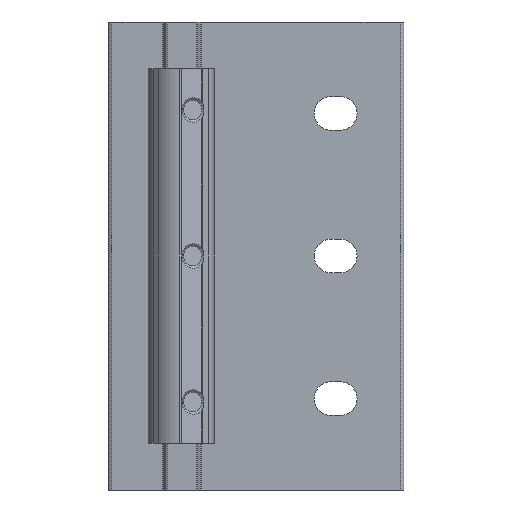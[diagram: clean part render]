
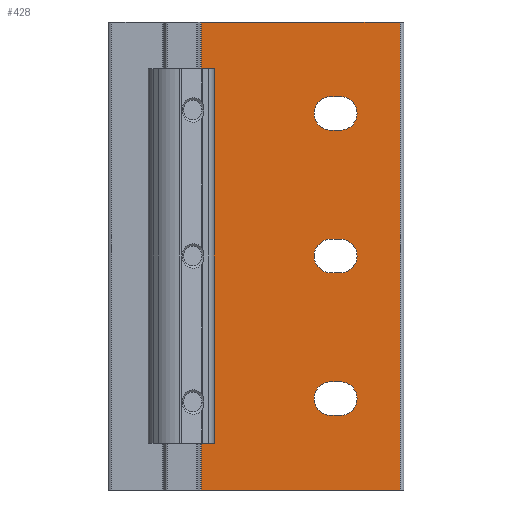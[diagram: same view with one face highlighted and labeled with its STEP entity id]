
A CAD part, front view. The second image highlights one B-rep face of the part: STEP entity #428.
In plain terms, the highlighted planar face has unit normal (0, -1, 0).
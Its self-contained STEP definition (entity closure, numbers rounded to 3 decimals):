
#25 = AXIS2_PLACEMENT_3D ( 'NONE', #295, #4717, #2746 ) ;
#36 = VERTEX_POINT ( 'NONE', #2097 ) ;
#69 = ORIENTED_EDGE ( 'NONE', *, *, #2191, .F. ) ;
#114 = EDGE_LOOP ( 'NONE', ( #404, #5039, #69, #4285 ) ) ;
#119 = AXIS2_PLACEMENT_3D ( 'NONE', #4996, #644, #2093 ) ;
#128 = CIRCLE ( 'NONE', #25, 4.5 ) ;
#156 = CARTESIAN_POINT ( 'NONE',  ( 24.9, 0., 0. ) ) ;
#157 = FACE_BOUND ( 'NONE', #4536, .T. ) ;
#251 = ORIENTED_EDGE ( 'NONE', *, *, #1880, .F. ) ;
#253 = VECTOR ( 'NONE', #1162, 1000. ) ;
#271 = VERTEX_POINT ( 'NONE', #4895 ) ;
#295 = CARTESIAN_POINT ( 'NONE',  ( 62., 0., -100.6 ) ) ;
#316 = VECTOR ( 'NONE', #603, 1000. ) ;
#356 = VECTOR ( 'NONE', #2908, 1000. ) ;
#404 = ORIENTED_EDGE ( 'NONE', *, *, #6201, .F. ) ;
#428 = ADVANCED_FACE ( 'NONE', ( #157, #1616, #5080, #3495 ), #2088, .T. ) ;
#507 = VECTOR ( 'NONE', #2406, 1000. ) ;
#515 = LINE ( 'NONE', #2934, #356 ) ;
#521 = VERTEX_POINT ( 'NONE', #5114 ) ;
#603 = DIRECTION ( 'NONE',  ( 0., 0., 1. ) ) ;
#610 = ORIENTED_EDGE ( 'NONE', *, *, #4687, .F. ) ;
#622 = CIRCLE ( 'NONE', #1842, 4.5 ) ;
#644 = DIRECTION ( 'NONE',  ( 0., -1., 0. ) ) ;
#675 = VERTEX_POINT ( 'NONE', #1591 ) ;
#680 = VERTEX_POINT ( 'NONE', #5870 ) ;
#787 = DIRECTION ( 'NONE',  ( -1., 0., 0. ) ) ;
#801 = CARTESIAN_POINT ( 'NONE',  ( 78., 0., 0. ) ) ;
#840 = LINE ( 'NONE', #2290, #4896 ) ;
#846 = CARTESIAN_POINT ( 'NONE',  ( 59.5, 0., -96.1 ) ) ;
#856 = EDGE_CURVE ( 'NONE', #675, #271, #2696, .T. ) ;
#902 = ORIENTED_EDGE ( 'NONE', *, *, #4917, .F. ) ;
#915 = ORIENTED_EDGE ( 'NONE', *, *, #856, .F. ) ;
#919 = EDGE_CURVE ( 'NONE', #4181, #5685, #4561, .T. ) ;
#966 = ORIENTED_EDGE ( 'NONE', *, *, #5683, .F. ) ;
#975 = EDGE_CURVE ( 'NONE', #2635, #1990, #2857, .T. ) ;
#986 = DIRECTION ( 'NONE',  ( 1., 0., 0. ) ) ;
#1025 = AXIS2_PLACEMENT_3D ( 'NONE', #1189, #2078, #2561 ) ;
#1162 = DIRECTION ( 'NONE',  ( 1., 0., 0. ) ) ;
#1189 = CARTESIAN_POINT ( 'NONE',  ( 59.5, 0., -62.5 ) ) ;
#1276 = CIRCLE ( 'NONE', #3004, 4.5 ) ;
#1298 = CARTESIAN_POINT ( 'NONE',  ( 24.9, 0., -19.9 ) ) ;
#1318 = CARTESIAN_POINT ( 'NONE',  ( 62., 0., -58. ) ) ;
#1330 = VERTEX_POINT ( 'NONE', #6207 ) ;
#1591 = CARTESIAN_POINT ( 'NONE',  ( 62., 0., -19.9 ) ) ;
#1616 = FACE_BOUND ( 'NONE', #2108, .T. ) ;
#1754 = CARTESIAN_POINT ( 'NONE',  ( 78., 0., -125. ) ) ;
#1842 = AXIS2_PLACEMENT_3D ( 'NONE', #4036, #3031, #4542 ) ;
#1880 = EDGE_CURVE ( 'NONE', #680, #3568, #5187, .T. ) ;
#1942 = VERTEX_POINT ( 'NONE', #1318 ) ;
#1980 = CARTESIAN_POINT ( 'NONE',  ( 24.9, 0., -28.9 ) ) ;
#1990 = VERTEX_POINT ( 'NONE', #4716 ) ;
#2016 = ORIENTED_EDGE ( 'NONE', *, *, #2642, .F. ) ;
#2019 = LINE ( 'NONE', #3957, #3670 ) ;
#2066 = CARTESIAN_POINT ( 'NONE',  ( 24.9, 0., -125. ) ) ;
#2078 = DIRECTION ( 'NONE',  ( 0., -1., 0. ) ) ;
#2088 = PLANE ( 'NONE',  #4549 ) ;
#2093 = DIRECTION ( 'NONE',  ( 1., 0., 0. ) ) ;
#2097 = CARTESIAN_POINT ( 'NONE',  ( 62., 0., -67. ) ) ;
#2108 = EDGE_LOOP ( 'NONE', ( #610, #902, #915, #2016 ) ) ;
#2191 = EDGE_CURVE ( 'NONE', #4588, #4750, #622, .T. ) ;
#2290 = CARTESIAN_POINT ( 'NONE',  ( 24.9, 0., -58. ) ) ;
#2308 = DIRECTION ( 'NONE',  ( 1., 0., 0. ) ) ;
#2310 = DIRECTION ( 'NONE',  ( 0., -1., 0. ) ) ;
#2406 = DIRECTION ( 'NONE',  ( 1., 0., 0. ) ) ;
#2487 = CARTESIAN_POINT ( 'NONE',  ( 59.5, 0., -105.1 ) ) ;
#2529 = DIRECTION ( 'NONE',  ( 1., 0., 0. ) ) ;
#2561 = DIRECTION ( 'NONE',  ( 1., 0., 0. ) ) ;
#2635 = VERTEX_POINT ( 'NONE', #2066 ) ;
#2642 = EDGE_CURVE ( 'NONE', #2764, #675, #3570, .T. ) ;
#2696 = LINE ( 'NONE', #1298, #3250 ) ;
#2708 = EDGE_CURVE ( 'NONE', #36, #1942, #3065, .T. ) ;
#2746 = DIRECTION ( 'NONE',  ( 1., 0., 0. ) ) ;
#2764 = VERTEX_POINT ( 'NONE', #3929 ) ;
#2832 = EDGE_CURVE ( 'NONE', #2635, #4181, #3617, .T. ) ;
#2857 = LINE ( 'NONE', #3857, #507 ) ;
#2894 = CARTESIAN_POINT ( 'NONE',  ( 59.5, 0., -24.4 ) ) ;
#2901 = DIRECTION ( 'NONE',  ( 0., -1., 0. ) ) ;
#2908 = DIRECTION ( 'NONE',  ( -1., 0., 0. ) ) ;
#2934 = CARTESIAN_POINT ( 'NONE',  ( 24.9, 0., -96.1 ) ) ;
#2959 = ORIENTED_EDGE ( 'NONE', *, *, #2708, .F. ) ;
#3004 = AXIS2_PLACEMENT_3D ( 'NONE', #2894, #2310, #4249 ) ;
#3031 = DIRECTION ( 'NONE',  ( 0., -1., 0. ) ) ;
#3065 = CIRCLE ( 'NONE', #4788, 4.5 ) ;
#3187 = CARTESIAN_POINT ( 'NONE',  ( 59.5, 0., -67. ) ) ;
#3250 = VECTOR ( 'NONE', #787, 1000. ) ;
#3251 = ORIENTED_EDGE ( 'NONE', *, *, #975, .T. ) ;
#3263 = ORIENTED_EDGE ( 'NONE', *, *, #3543, .T. ) ;
#3308 = EDGE_CURVE ( 'NONE', #3568, #36, #2019, .T. ) ;
#3361 = CARTESIAN_POINT ( 'NONE',  ( 62., 0., -105.1 ) ) ;
#3438 = LINE ( 'NONE', #1980, #5333 ) ;
#3495 = FACE_BOUND ( 'NONE', #114, .T. ) ;
#3543 = EDGE_CURVE ( 'NONE', #1990, #5685, #6094, .T. ) ;
#3568 = VERTEX_POINT ( 'NONE', #3187 ) ;
#3570 = CIRCLE ( 'NONE', #119, 4.5 ) ;
#3617 = LINE ( 'NONE', #4957, #316 ) ;
#3670 = VECTOR ( 'NONE', #2529, 1000. ) ;
#3681 = DIRECTION ( 'NONE',  ( 0., 0., 1. ) ) ;
#3857 = CARTESIAN_POINT ( 'NONE',  ( 24.9, 0., -125. ) ) ;
#3929 = CARTESIAN_POINT ( 'NONE',  ( 62., 0., -28.9 ) ) ;
#3957 = CARTESIAN_POINT ( 'NONE',  ( 24.9, 0., -67. ) ) ;
#4024 = CARTESIAN_POINT ( 'NONE',  ( 24.9, 0., -125. ) ) ;
#4036 = CARTESIAN_POINT ( 'NONE',  ( 59.5, 0., -100.6 ) ) ;
#4181 = VERTEX_POINT ( 'NONE', #156 ) ;
#4249 = DIRECTION ( 'NONE',  ( 1., 0., 0. ) ) ;
#4262 = VERTEX_POINT ( 'NONE', #3361 ) ;
#4285 = ORIENTED_EDGE ( 'NONE', *, *, #4720, .F. ) ;
#4319 = CARTESIAN_POINT ( 'NONE',  ( 62., 0., -62.5 ) ) ;
#4351 = DIRECTION ( 'NONE',  ( 1., 0., 0. ) ) ;
#4449 = EDGE_CURVE ( 'NONE', #4750, #4262, #4523, .T. ) ;
#4523 = LINE ( 'NONE', #5456, #253 ) ;
#4536 = EDGE_LOOP ( 'NONE', ( #2959, #5349, #251, #966 ) ) ;
#4542 = DIRECTION ( 'NONE',  ( 1., 0., 0. ) ) ;
#4549 = AXIS2_PLACEMENT_3D ( 'NONE', #4024, #5438, #5052 ) ;
#4561 = LINE ( 'NONE', #6028, #5485 ) ;
#4588 = VERTEX_POINT ( 'NONE', #846 ) ;
#4687 = EDGE_CURVE ( 'NONE', #521, #2764, #3438, .T. ) ;
#4716 = CARTESIAN_POINT ( 'NONE',  ( 78., 0., -125. ) ) ;
#4717 = DIRECTION ( 'NONE',  ( 0., -1., 0. ) ) ;
#4720 = EDGE_CURVE ( 'NONE', #1330, #4588, #515, .T. ) ;
#4750 = VERTEX_POINT ( 'NONE', #2487 ) ;
#4788 = AXIS2_PLACEMENT_3D ( 'NONE', #4319, #2901, #986 ) ;
#4895 = CARTESIAN_POINT ( 'NONE',  ( 59.5, 0., -19.9 ) ) ;
#4896 = VECTOR ( 'NONE', #5155, 1000. ) ;
#4917 = EDGE_CURVE ( 'NONE', #271, #521, #1276, .T. ) ;
#4957 = CARTESIAN_POINT ( 'NONE',  ( 24.9, 0., -125. ) ) ;
#4996 = CARTESIAN_POINT ( 'NONE',  ( 62., 0., -24.4 ) ) ;
#5039 = ORIENTED_EDGE ( 'NONE', *, *, #4449, .F. ) ;
#5052 = DIRECTION ( 'NONE',  ( 1., 0., 0. ) ) ;
#5080 = FACE_OUTER_BOUND ( 'NONE', #5613, .T. ) ;
#5114 = CARTESIAN_POINT ( 'NONE',  ( 59.5, 0., -28.9 ) ) ;
#5155 = DIRECTION ( 'NONE',  ( -1., 0., 0. ) ) ;
#5187 = CIRCLE ( 'NONE', #1025, 4.5 ) ;
#5333 = VECTOR ( 'NONE', #4351, 1000. ) ;
#5349 = ORIENTED_EDGE ( 'NONE', *, *, #3308, .F. ) ;
#5438 = DIRECTION ( 'NONE',  ( 0., -1., 0. ) ) ;
#5442 = ORIENTED_EDGE ( 'NONE', *, *, #2832, .F. ) ;
#5456 = CARTESIAN_POINT ( 'NONE',  ( 24.9, 0., -105.1 ) ) ;
#5485 = VECTOR ( 'NONE', #2308, 1000. ) ;
#5599 = ORIENTED_EDGE ( 'NONE', *, *, #919, .F. ) ;
#5613 = EDGE_LOOP ( 'NONE', ( #5599, #5442, #3251, #3263 ) ) ;
#5683 = EDGE_CURVE ( 'NONE', #1942, #680, #840, .T. ) ;
#5685 = VERTEX_POINT ( 'NONE', #801 ) ;
#5870 = CARTESIAN_POINT ( 'NONE',  ( 59.5, 0., -58. ) ) ;
#6028 = CARTESIAN_POINT ( 'NONE',  ( 24.9, 0., 0. ) ) ;
#6094 = LINE ( 'NONE', #1754, #6103 ) ;
#6103 = VECTOR ( 'NONE', #3681, 1000. ) ;
#6201 = EDGE_CURVE ( 'NONE', #4262, #1330, #128, .T. ) ;
#6207 = CARTESIAN_POINT ( 'NONE',  ( 62., 0., -96.1 ) ) ;
